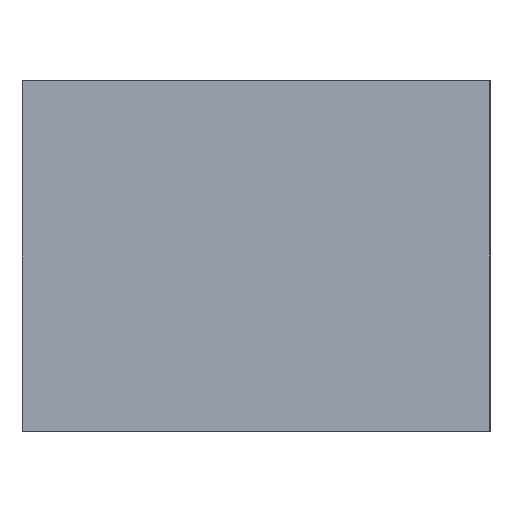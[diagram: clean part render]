
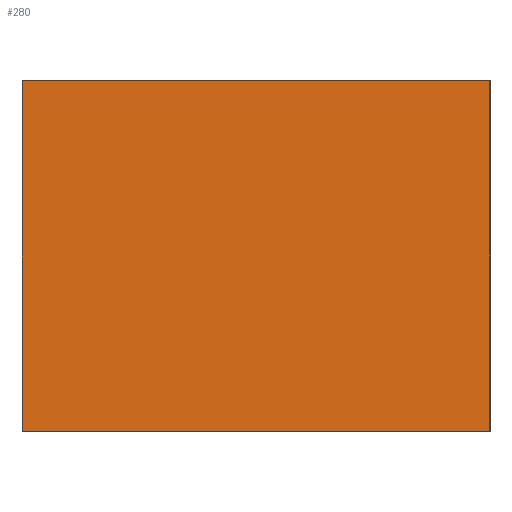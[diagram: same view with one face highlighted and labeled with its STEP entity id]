
A CAD part, left-side view. The second image highlights one B-rep face of the part: STEP entity #280.
In plain terms, the highlighted planar face has unit normal (-1, -0.021, 0).
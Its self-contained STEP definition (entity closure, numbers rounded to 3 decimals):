
#2 = LINE ( 'NONE', #121, #26 ) ;
#10 = DIRECTION ( 'NONE',  ( 0.021, -1., 0. ) ) ;
#12 = DIRECTION ( 'NONE',  ( -1., -0.021, 0. ) ) ;
#15 = PLANE ( 'NONE',  #64 ) ;
#25 = EDGE_CURVE ( 'NONE', #252, #270, #311, .T. ) ;
#26 = VECTOR ( 'NONE', #153, 1000. ) ;
#37 = CARTESIAN_POINT ( 'NONE',  ( -21.7, 9.35, 7. ) ) ;
#64 = AXIS2_PLACEMENT_3D ( 'NONE', #37, #12, #10 ) ;
#69 = CARTESIAN_POINT ( 'NONE',  ( -21.7, 9.35, -7. ) ) ;
#92 = ORIENTED_EDGE ( 'NONE', *, *, #240, .F. ) ;
#96 = VERTEX_POINT ( 'NONE', #281 ) ;
#107 = LINE ( 'NONE', #184, #253 ) ;
#109 = CARTESIAN_POINT ( 'NONE',  ( -21.7, 9.35, 7. ) ) ;
#117 = VECTOR ( 'NONE', #140, 1000. ) ;
#121 = CARTESIAN_POINT ( 'NONE',  ( -21.491, -0.458, 7. ) ) ;
#122 = VECTOR ( 'NONE', #137, 1000. ) ;
#130 = LINE ( 'NONE', #144, #117 ) ;
#136 = ORIENTED_EDGE ( 'NONE', *, *, #331, .T. ) ;
#137 = DIRECTION ( 'NONE',  ( 0., 0., -1. ) ) ;
#140 = DIRECTION ( 'NONE',  ( 0., 0., -1. ) ) ;
#144 = CARTESIAN_POINT ( 'NONE',  ( -21.302, -9.35, 7. ) ) ;
#147 = CARTESIAN_POINT ( 'NONE',  ( -21.302, -9.35, -7. ) ) ;
#153 = DIRECTION ( 'NONE',  ( 0.021, -1., 0. ) ) ;
#184 = CARTESIAN_POINT ( 'NONE',  ( -21.491, -0.458, -7. ) ) ;
#204 = ORIENTED_EDGE ( 'NONE', *, *, #303, .F. ) ;
#205 = ORIENTED_EDGE ( 'NONE', *, *, #25, .T. ) ;
#231 = EDGE_LOOP ( 'NONE', ( #136, #92, #204, #205 ) ) ;
#234 = VERTEX_POINT ( 'NONE', #147 ) ;
#240 = EDGE_CURVE ( 'NONE', #96, #234, #130, .T. ) ;
#252 = VERTEX_POINT ( 'NONE', #109 ) ;
#253 = VECTOR ( 'NONE', #291, 1000. ) ;
#262 = FACE_OUTER_BOUND ( 'NONE', #231, .T. ) ;
#270 = VERTEX_POINT ( 'NONE', #69 ) ;
#280 = ADVANCED_FACE ( 'NONE', ( #262 ), #15, .T. ) ;
#281 = CARTESIAN_POINT ( 'NONE',  ( -21.302, -9.35, 7. ) ) ;
#291 = DIRECTION ( 'NONE',  ( 0.021, -1., 0. ) ) ;
#303 = EDGE_CURVE ( 'NONE', #252, #96, #2, .T. ) ;
#311 = LINE ( 'NONE', #315, #122 ) ;
#315 = CARTESIAN_POINT ( 'NONE',  ( -21.7, 9.35, 7. ) ) ;
#331 = EDGE_CURVE ( 'NONE', #270, #234, #107, .T. ) ;
